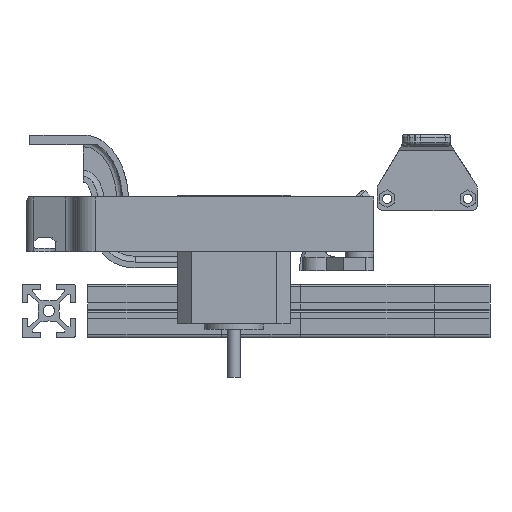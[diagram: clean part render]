
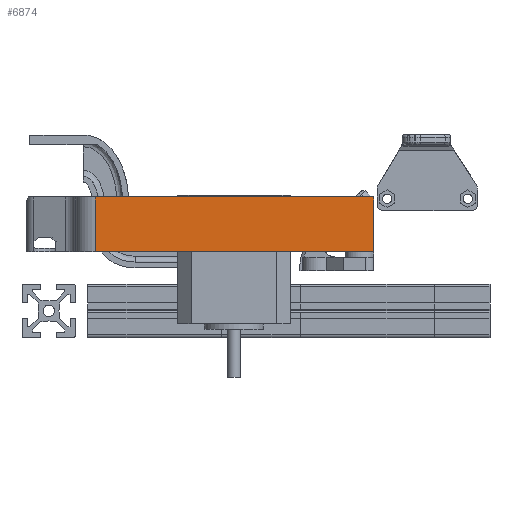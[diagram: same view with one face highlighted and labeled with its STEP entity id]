
A CAD part, left-side view. The second image highlights one B-rep face of the part: STEP entity #6874.
In plain terms, the highlighted planar face has unit normal (-1, 0, 0).
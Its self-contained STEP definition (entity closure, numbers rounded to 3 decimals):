
#472=PLANE('',#7570);
#993=LINE('',#11793,#1692);
#1052=LINE('',#12115,#1751);
#1092=LINE('',#12226,#1791);
#1093=LINE('',#12228,#1792);
#1692=VECTOR('',#8856,10.);
#1751=VECTOR('',#9085,10.);
#1791=VECTOR('',#9207,10.);
#1792=VECTOR('',#9210,10.);
#2356=FACE_OUTER_BOUND('',#2768,.T.);
#2768=EDGE_LOOP('',(#6164,#6165,#6166,#6167));
#3446=VERTEX_POINT('',#11790);
#3447=VERTEX_POINT('',#11792);
#3521=VERTEX_POINT('',#12111);
#3552=VERTEX_POINT('',#12224);
#4278=EDGE_CURVE('',#3447,#3446,#993,.T.);
#4397=EDGE_CURVE('',#3521,#3447,#1052,.T.);
#4452=EDGE_CURVE('',#3552,#3446,#1092,.T.);
#4453=EDGE_CURVE('',#3552,#3521,#1093,.T.);
#6164=ORIENTED_EDGE('',*,*,#4452,.F.);
#6165=ORIENTED_EDGE('',*,*,#4453,.T.);
#6166=ORIENTED_EDGE('',*,*,#4397,.T.);
#6167=ORIENTED_EDGE('',*,*,#4278,.T.);
#6874=ADVANCED_FACE('',(#2356),#472,.T.);
#7570=AXIS2_PLACEMENT_3D('',#12227,#9208,#9209);
#8856=DIRECTION('',(0.,1.,0.));
#9085=DIRECTION('',(0.,0.,1.));
#9207=DIRECTION('',(0.,0.,1.));
#9208=DIRECTION('center_axis',(-1.,0.,0.));
#9209=DIRECTION('ref_axis',(0.,1.,0.));
#9210=DIRECTION('',(0.,-1.,0.));
#11790=CARTESIAN_POINT('',(-106.098,73.665,42.5));
#11792=CARTESIAN_POINT('',(-106.098,-30.141,42.5));
#11793=CARTESIAN_POINT('',(-106.098,-30.141,42.5));
#12111=CARTESIAN_POINT('',(-106.098,-30.141,22.));
#12115=CARTESIAN_POINT('',(-106.098,-30.141,20.));
#12224=CARTESIAN_POINT('',(-106.098,73.665,22.));
#12226=CARTESIAN_POINT('',(-106.098,73.665,46.));
#12227=CARTESIAN_POINT('Origin',(-106.098,35.609,32.25));
#12228=CARTESIAN_POINT('',(-106.098,100.345,22.));
